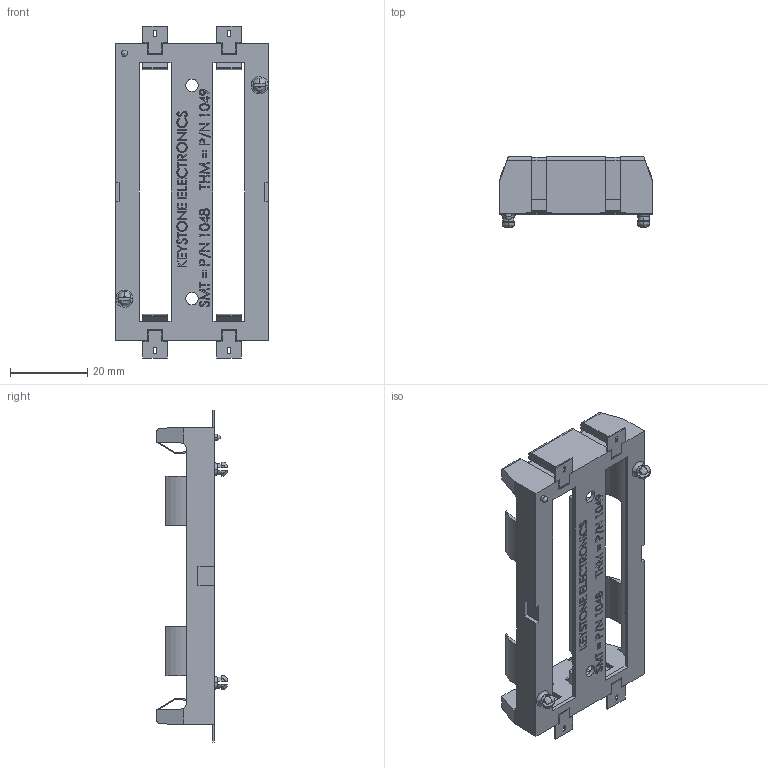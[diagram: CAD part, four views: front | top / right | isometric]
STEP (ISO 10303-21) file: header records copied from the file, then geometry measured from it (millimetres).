
FILE_DESCRIPTION (( 'STEP AP214' ), '1' );
FILE_NAME ('1048.STEP', '2013-06-18T17:56:48', ( 'Richard Maletta' ), ( '' ), 'SwSTEP 2.0', 'SolidWorks 2009', '' );
FILE_SCHEMA (( 'AUTOMOTIVE_DESIGN' ));
Length unit declared in the file: inch
Products named in the file (1): 1048
Bounding box: 39.78 x 18.34 x 85.95 mm (x, y, z)
Volume: 9810.5 mm3; surface area: 10662.4 mm2
Topology: 1 solids, 1 shells, 860 faces, 2372 edges, 1573 vertices
Faces by surface type: plane 643, bspline 146, cylinder 66, torus 4, sphere 1
Entity records: 37034 total; most frequent: CARTESIAN_POINT 14301, ORIENTED_EDGE 4740, DIRECTION 3646, EDGE_CURVE 2370, VECTOR 1876, LINE 1876, VERTEX_POINT 1572, EDGE_LOOP 936
